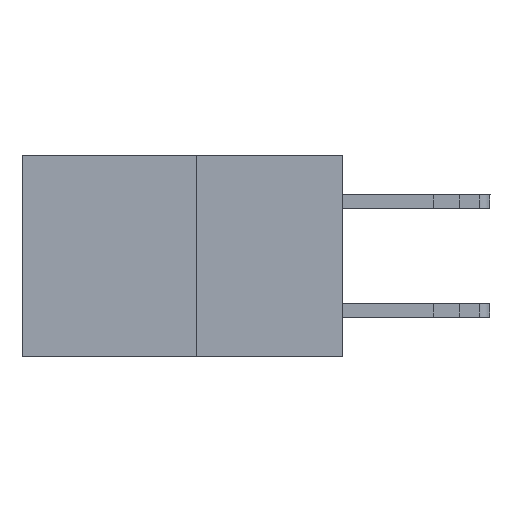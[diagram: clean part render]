
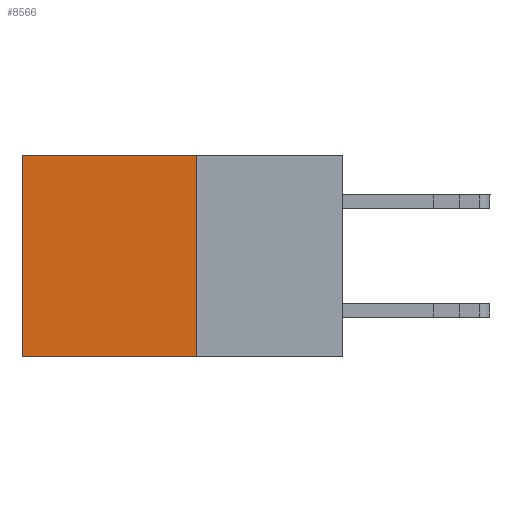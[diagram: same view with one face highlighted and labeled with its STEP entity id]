
A CAD part, left-side view. The second image highlights one B-rep face of the part: STEP entity #8566.
In plain terms, the highlighted planar face has unit normal (-1, 0, 0).
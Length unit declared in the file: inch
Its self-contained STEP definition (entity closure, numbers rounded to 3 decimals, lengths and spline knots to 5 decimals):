
#200 = CARTESIAN_POINT ( 'NONE',  ( 0.277, 0.59, -0.37 ) ) ;
#1182 = DIRECTION ( 'NONE',  ( 0., 0., -1. ) ) ;
#1250 = CARTESIAN_POINT ( 'NONE',  ( 0.277, 0.27, 0. ) ) ;
#4333 = PLANE ( 'NONE',  #17793 ) ;
#5202 = CARTESIAN_POINT ( 'NONE',  ( 0.277, 0.27, -0.37 ) ) ;
#6164 = DIRECTION ( 'NONE',  ( 0., 0., -1. ) ) ;
#7539 = DIRECTION ( 'NONE',  ( 0., 1., 0. ) ) ;
#8198 = EDGE_CURVE ( 'NONE', #23783, #24071, #10031, .T. ) ;
#8566 = ADVANCED_FACE ( 'NONE', ( #17316 ), #4333, .F. ) ;
#9045 = EDGE_LOOP ( 'NONE', ( #18593, #23349, #28377, #17280 ) ) ;
#10031 = LINE ( 'NONE', #1250, #29207 ) ;
#11079 = EDGE_CURVE ( 'NONE', #13905, #16543, #11987, .T. ) ;
#11717 = VECTOR ( 'NONE', #17252, 39.37008 ) ;
#11987 = LINE ( 'NONE', #20931, #25925 ) ;
#12638 = LINE ( 'NONE', #19492, #11717 ) ;
#13403 = CARTESIAN_POINT ( 'NONE',  ( 0.277, 0.27, -0.37 ) ) ;
#13905 = VERTEX_POINT ( 'NONE', #28295 ) ;
#16543 = VERTEX_POINT ( 'NONE', #200 ) ;
#17252 = DIRECTION ( 'NONE',  ( 0., 0., -1. ) ) ;
#17280 = ORIENTED_EDGE ( 'NONE', *, *, #8198, .T. ) ;
#17316 = FACE_OUTER_BOUND ( 'NONE', #9045, .T. ) ;
#17793 = AXIS2_PLACEMENT_3D ( 'NONE', #13403, #22473, #6164 ) ;
#18379 = CARTESIAN_POINT ( 'NONE',  ( 0.277, 0.59, 0. ) ) ;
#18593 = ORIENTED_EDGE ( 'NONE', *, *, #18724, .T. ) ;
#18724 = EDGE_CURVE ( 'NONE', #24071, #16543, #12638, .T. ) ;
#19492 = CARTESIAN_POINT ( 'NONE',  ( 0.277, 0.59, -0.37 ) ) ;
#19553 = DIRECTION ( 'NONE',  ( 0., 1., 0. ) ) ;
#20931 = CARTESIAN_POINT ( 'NONE',  ( 0.277, 0.27, -0.37 ) ) ;
#20974 = LINE ( 'NONE', #5202, #24156 ) ;
#22302 = EDGE_CURVE ( 'NONE', #23783, #13905, #20974, .T. ) ;
#22473 = DIRECTION ( 'NONE',  ( 1., 0., 0. ) ) ;
#23349 = ORIENTED_EDGE ( 'NONE', *, *, #11079, .F. ) ;
#23783 = VERTEX_POINT ( 'NONE', #26329 ) ;
#24071 = VERTEX_POINT ( 'NONE', #18379 ) ;
#24156 = VECTOR ( 'NONE', #1182, 39.37008 ) ;
#25925 = VECTOR ( 'NONE', #7539, 39.37008 ) ;
#26329 = CARTESIAN_POINT ( 'NONE',  ( 0.277, 0.27, 0. ) ) ;
#28295 = CARTESIAN_POINT ( 'NONE',  ( 0.277, 0.27, -0.37 ) ) ;
#28377 = ORIENTED_EDGE ( 'NONE', *, *, #22302, .F. ) ;
#29207 = VECTOR ( 'NONE', #19553, 39.37008 ) ;
